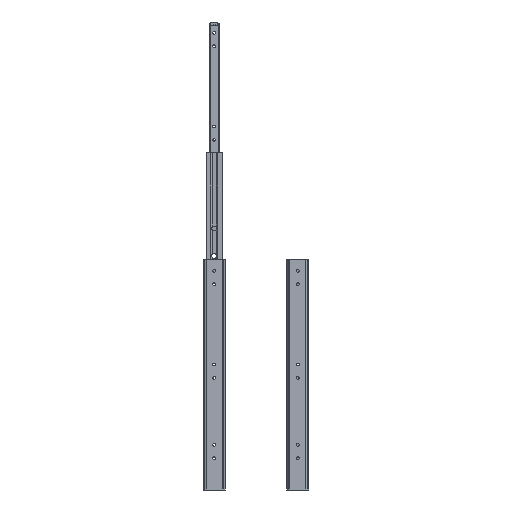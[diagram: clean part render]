
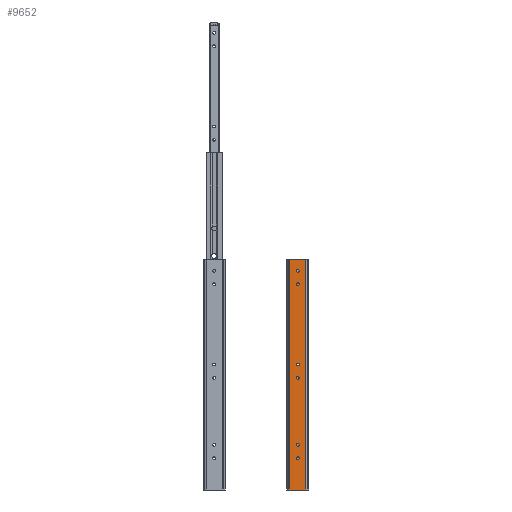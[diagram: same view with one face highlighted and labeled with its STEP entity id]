
A CAD part, front view. The second image highlights one B-rep face of the part: STEP entity #9652.
In plain terms, the highlighted planar face has unit normal (0, -1, 0).
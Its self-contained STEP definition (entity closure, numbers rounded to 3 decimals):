
#450=LINE('',#13938,#1418);
#451=LINE('',#13942,#1419);
#452=LINE('',#13944,#1420);
#453=LINE('',#13945,#1421);
#1418=VECTOR('',#11161,550.);
#1419=VECTOR('',#11166,38.735);
#1420=VECTOR('',#11167,550.);
#1421=VECTOR('',#11168,38.735);
#2378=PLANE('',#10203);
#2763=FACE_BOUND('',#3485,.T.);
#2764=FACE_BOUND('',#3486,.T.);
#2765=FACE_BOUND('',#3487,.T.);
#2766=FACE_BOUND('',#3488,.T.);
#2767=FACE_BOUND('',#3489,.T.);
#2768=FACE_BOUND('',#3490,.T.);
#2956=FACE_OUTER_BOUND('',#3484,.T.);
#3484=EDGE_LOOP('',(#6819,#6820,#6821,#6822));
#3485=EDGE_LOOP('',(#6823));
#3486=EDGE_LOOP('',(#6824));
#3487=EDGE_LOOP('',(#6825));
#3488=EDGE_LOOP('',(#6826));
#3489=EDGE_LOOP('',(#6827));
#3490=EDGE_LOOP('',(#6828));
#4159=CIRCLE('',#10165,3.3);
#4164=CIRCLE('',#10173,3.3);
#4167=CIRCLE('',#10178,3.3);
#4170=CIRCLE('',#10183,3.3);
#4173=CIRCLE('',#10188,3.3);
#4176=CIRCLE('',#10193,3.3);
#4495=VERTEX_POINT('',#13860);
#4500=VERTEX_POINT('',#13873);
#4503=VERTEX_POINT('',#13881);
#4506=VERTEX_POINT('',#13889);
#4509=VERTEX_POINT('',#13897);
#4512=VERTEX_POINT('',#13905);
#4523=VERTEX_POINT('',#13935);
#4524=VERTEX_POINT('',#13937);
#4525=VERTEX_POINT('',#13941);
#4526=VERTEX_POINT('',#13943);
#5423=EDGE_CURVE('',#4495,#4495,#4159,.T.);
#5428=EDGE_CURVE('',#4500,#4500,#4164,.T.);
#5431=EDGE_CURVE('',#4503,#4503,#4167,.T.);
#5434=EDGE_CURVE('',#4506,#4506,#4170,.T.);
#5437=EDGE_CURVE('',#4509,#4509,#4173,.T.);
#5440=EDGE_CURVE('',#4512,#4512,#4176,.T.);
#5455=EDGE_CURVE('',#4524,#4523,#450,.T.);
#5457=EDGE_CURVE('',#4523,#4525,#451,.T.);
#5458=EDGE_CURVE('',#4526,#4525,#452,.T.);
#5459=EDGE_CURVE('',#4524,#4526,#453,.T.);
#6819=ORIENTED_EDGE('',*,*,#5457,.T.);
#6820=ORIENTED_EDGE('',*,*,#5458,.F.);
#6821=ORIENTED_EDGE('',*,*,#5459,.F.);
#6822=ORIENTED_EDGE('',*,*,#5455,.T.);
#6823=ORIENTED_EDGE('',*,*,#5423,.T.);
#6824=ORIENTED_EDGE('',*,*,#5428,.T.);
#6825=ORIENTED_EDGE('',*,*,#5431,.T.);
#6826=ORIENTED_EDGE('',*,*,#5434,.T.);
#6827=ORIENTED_EDGE('',*,*,#5437,.T.);
#6828=ORIENTED_EDGE('',*,*,#5440,.T.);
#9652=ADVANCED_FACE('',(#2956,#2763,#2764,#2765,#2766,#2767,#2768),#2378,
 .T.);
#10165=AXIS2_PLACEMENT_3D('',#13861,#11076,#11077);
#10173=AXIS2_PLACEMENT_3D('',#13874,#11092,#11093);
#10178=AXIS2_PLACEMENT_3D('',#13882,#11102,#11103);
#10183=AXIS2_PLACEMENT_3D('',#13890,#11112,#11113);
#10188=AXIS2_PLACEMENT_3D('',#13898,#11122,#11123);
#10193=AXIS2_PLACEMENT_3D('',#13906,#11132,#11133);
#10203=AXIS2_PLACEMENT_3D('',#13940,#11164,#11165);
#11076=DIRECTION('center_axis',(0.,1.,0.));
#11077=DIRECTION('ref_axis',(1.,0.,0.));
#11092=DIRECTION('center_axis',(0.,1.,0.));
#11093=DIRECTION('ref_axis',(1.,0.,0.));
#11102=DIRECTION('center_axis',(0.,1.,0.));
#11103=DIRECTION('ref_axis',(1.,0.,0.));
#11112=DIRECTION('center_axis',(0.,1.,0.));
#11113=DIRECTION('ref_axis',(1.,0.,0.));
#11122=DIRECTION('center_axis',(0.,1.,0.));
#11123=DIRECTION('ref_axis',(1.,0.,0.));
#11132=DIRECTION('center_axis',(0.,1.,0.));
#11133=DIRECTION('ref_axis',(1.,0.,0.));
#11161=DIRECTION('',(0.,0.,-1.));
#11164=DIRECTION('center_axis',(0.,-1.,0.));
#11165=DIRECTION('ref_axis',(0.,0.,-1.));
#11166=DIRECTION('',(1.,0.,0.));
#11167=DIRECTION('',(0.,0.,-1.));
#11168=DIRECTION('',(1.,0.,0.));
#13860=CARTESIAN_POINT('',(23.25,0.,-250.));
#13861=CARTESIAN_POINT('Origin',(26.55,0.,-250.));
#13873=CARTESIAN_POINT('',(23.25,0.,-58.));
#13874=CARTESIAN_POINT('Origin',(26.55,0.,-58.));
#13881=CARTESIAN_POINT('',(23.25,0.,-474.));
#13882=CARTESIAN_POINT('Origin',(26.55,0.,-474.));
#13889=CARTESIAN_POINT('',(23.25,0.,-442.));
#13890=CARTESIAN_POINT('Origin',(26.55,0.,-442.));
#13897=CARTESIAN_POINT('',(23.25,0.,-26.));
#13898=CARTESIAN_POINT('Origin',(26.55,0.,-26.));
#13905=CARTESIAN_POINT('',(23.25,0.,-282.));
#13906=CARTESIAN_POINT('Origin',(26.55,0.,-282.));
#13935=CARTESIAN_POINT('',(7.182,0.,-550.));
#13937=CARTESIAN_POINT('',(7.182,0.,0.));
#13938=CARTESIAN_POINT('',(7.182,0.,0.));
#13940=CARTESIAN_POINT('Origin',(26.55,0.,0.));
#13941=CARTESIAN_POINT('',(45.918,0.,-550.));
#13942=CARTESIAN_POINT('',(7.182,0.,-550.));
#13943=CARTESIAN_POINT('',(45.918,0.,0.));
#13944=CARTESIAN_POINT('',(45.918,0.,0.));
#13945=CARTESIAN_POINT('',(7.182,0.,0.));
